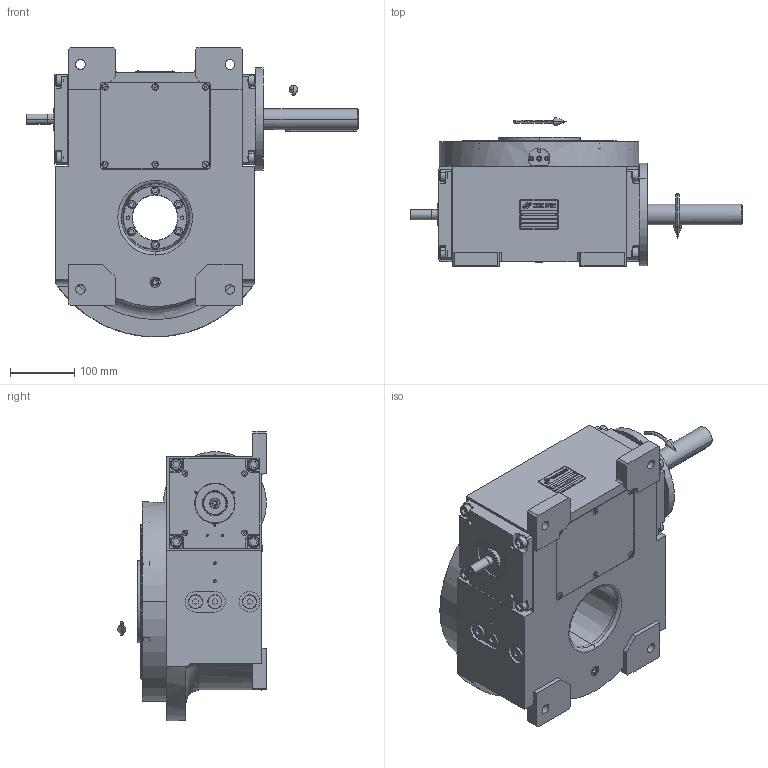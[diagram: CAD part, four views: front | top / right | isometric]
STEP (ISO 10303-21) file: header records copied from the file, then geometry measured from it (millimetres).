
FILE_DESCRIPTION (( 'STEP AP203' ), '1' );
FILE_NAME ('PC5200423.step', '2024-07-05T15:28:09', ( '' ), ( '' ), 'SwSTEP 2.0', 'SolidWorks 2020', '' );
FILE_SCHEMA (( 'CONFIG_CONTROL_DESIGN' ));
Length unit declared in the file: millimetre
Products named in the file (84): cfn2151_01_167; cfn2000_01_099; rig09_010_s_001; cfn2000_01_081; rig09_007_master; rig09_016; cfn2155_01_095; freccia_angolare; cfn2107_01_001; AS_rig09_004; cfn2151_01_115; cfn2000_01_161; cfn2115_02_057; cfn2077_01_036; cfn2000_01_126; AS_cfn2476_01_002_60x46; rig09_004; CFN2223_02_003.stp; cfn2003_01_054; PC5200423; 900_38_30_003; cfn2104_01_018; AS_rig09_002_bl_008; cfn2205_01_015; AS_900_38_30_003; CFN2104_02_018.stp; cfn2151_01_170; cfn2128_19_002; rig09_001_a_s_011; CFN2203_02_002.stp; AS_rig09_017; rig09_002_bl_008; cfn2128_04_002; CFN2000_01_185.stp; CFN2223_02_004.stp; cfn2070_05_009; RIG09_021_AF0.stp; cfn2115_02_145; rig09_071_12_m.stp; freccia_angolare_albero ...
Assembly tree (72 placements, depth 5):
  cfn2151_01_167
  rig09_007_master
  cfn2151_01_115
  cfn2115_02_057
  cfn2077_01_036
Bounding box: 515.5 x 231 x 450 mm (x, y, z)
Volume: 5001414.2 mm3; surface area: 1279834.3 mm2
Topology: 63 solids, 63 shells, 2020 faces, 4976 edges, 3186 vertices
Faces by surface type: plane 1030, cylinder 645, cone 312, torus 27, sphere 4, bspline 2
Entity records: 70109 total; most frequent: CARTESIAN_POINT 13856, DIRECTION 10073, ORIENTED_EDGE 9612, EDGE_CURVE 4806, AXIS2_PLACEMENT_3D 3470, LINE 3133, VECTOR 3133, VERTEX_POINT 3125
